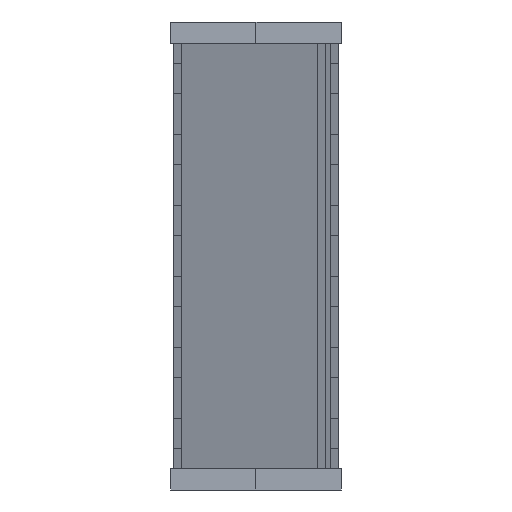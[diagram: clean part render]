
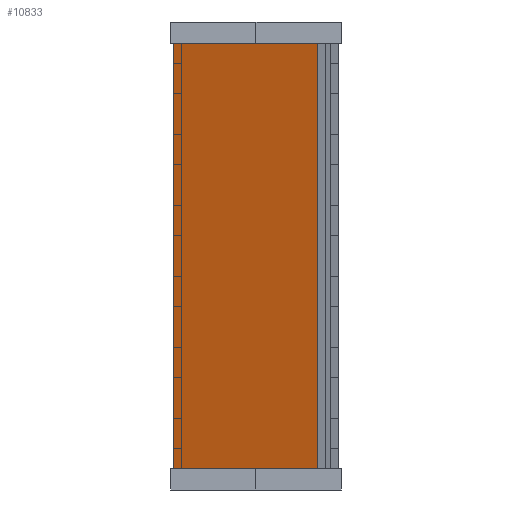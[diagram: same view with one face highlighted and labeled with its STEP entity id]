
A CAD part, left-side view. The second image highlights one B-rep face of the part: STEP entity #10833.
In plain terms, the highlighted planar face has unit normal (-0.94, 0.342, 0).
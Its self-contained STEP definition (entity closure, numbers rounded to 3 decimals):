
#54 = EDGE_CURVE ( 'NONE', #5182, #10731, #5380, .T. ) ;
#320 = VERTEX_POINT ( 'NONE', #5358 ) ;
#328 = ORIENTED_EDGE ( 'NONE', *, *, #54, .F. ) ;
#423 = CARTESIAN_POINT ( 'NONE',  ( 6.361, 0.9, 0. ) ) ;
#513 = EDGE_CURVE ( 'NONE', #3144, #11519, #9571, .T. ) ;
#533 = CARTESIAN_POINT ( 'NONE',  ( -7.434, -37., -100. ) ) ;
#649 = DIRECTION ( 'NONE',  ( 0., 0., -1. ) ) ;
#727 = LINE ( 'NONE', #533, #10055 ) ;
#1020 = ORIENTED_EDGE ( 'NONE', *, *, #1031, .F. ) ;
#1031 = EDGE_CURVE ( 'NONE', #3144, #9319, #4077, .T. ) ;
#1376 = ORIENTED_EDGE ( 'NONE', *, *, #6404, .F. ) ;
#1409 = EDGE_CURVE ( 'NONE', #8026, #5182, #4338, .T. ) ;
#1540 = EDGE_LOOP ( 'NONE', ( #8226, #7662, #1376, #328, #6934, #2326, #1680, #1020 ) ) ;
#1673 = DIRECTION ( 'NONE',  ( 0.342, 0.94, 0. ) ) ;
#1680 = ORIENTED_EDGE ( 'NONE', *, *, #6256, .F. ) ;
#1719 = VECTOR ( 'NONE', #5934, 1000. ) ;
#2134 = DIRECTION ( 'NONE',  ( 0.342, 0.94, 0. ) ) ;
#2186 = CARTESIAN_POINT ( 'NONE',  ( 6.033, 0., -100. ) ) ;
#2326 = ORIENTED_EDGE ( 'NONE', *, *, #6147, .T. ) ;
#2428 = AXIS2_PLACEMENT_3D ( 'NONE', #4704, #4667, #10997 ) ;
#2713 = VECTOR ( 'NONE', #10337, 1000. ) ;
#3088 = DIRECTION ( 'NONE',  ( -0.342, -0.94, 0. ) ) ;
#3118 = CARTESIAN_POINT ( 'NONE',  ( 6.033, 0., 0. ) ) ;
#3144 = VERTEX_POINT ( 'NONE', #5872 ) ;
#3888 = CARTESIAN_POINT ( 'NONE',  ( -7.434, -37., -100. ) ) ;
#3990 = DIRECTION ( 'NONE',  ( -0.342, -0.94, 0. ) ) ;
#4008 = CARTESIAN_POINT ( 'NONE',  ( -7.597, -37.45, -100. ) ) ;
#4069 = CARTESIAN_POINT ( 'NONE',  ( -6.955, -35.684, -100. ) ) ;
#4077 = LINE ( 'NONE', #3118, #10962 ) ;
#4338 = LINE ( 'NONE', #2186, #11249 ) ;
#4667 = DIRECTION ( 'NONE',  ( 0.94, -0.342, 0. ) ) ;
#4704 = CARTESIAN_POINT ( 'NONE',  ( 6.033, 0., -100. ) ) ;
#5182 = VERTEX_POINT ( 'NONE', #5886 ) ;
#5358 = CARTESIAN_POINT ( 'NONE',  ( 6.033, 0., 0. ) ) ;
#5380 = LINE ( 'NONE', #7709, #11693 ) ;
#5872 = CARTESIAN_POINT ( 'NONE',  ( -6.955, -35.684, 0. ) ) ;
#5886 = CARTESIAN_POINT ( 'NONE',  ( 5.075, -2.632, -100. ) ) ;
#5934 = DIRECTION ( 'NONE',  ( 0., 0., 1. ) ) ;
#5940 = CARTESIAN_POINT ( 'NONE',  ( 5.075, -2.632, 0. ) ) ;
#6147 = EDGE_CURVE ( 'NONE', #8026, #8435, #9090, .T. ) ;
#6165 = FACE_OUTER_BOUND ( 'NONE', #1540, .T. ) ;
#6256 = EDGE_CURVE ( 'NONE', #9319, #8435, #727, .T. ) ;
#6404 = EDGE_CURVE ( 'NONE', #10731, #320, #8666, .T. ) ;
#6500 = PLANE ( 'NONE',  #2428 ) ;
#6735 = VECTOR ( 'NONE', #3990, 1000. ) ;
#6934 = ORIENTED_EDGE ( 'NONE', *, *, #1409, .F. ) ;
#7401 = CARTESIAN_POINT ( 'NONE',  ( -7.434, -37., 0. ) ) ;
#7485 = VECTOR ( 'NONE', #10111, 1000. ) ;
#7662 = ORIENTED_EDGE ( 'NONE', *, *, #11500, .T. ) ;
#7709 = CARTESIAN_POINT ( 'NONE',  ( 6.033, 0., -100. ) ) ;
#8026 = VERTEX_POINT ( 'NONE', #4069 ) ;
#8226 = ORIENTED_EDGE ( 'NONE', *, *, #513, .T. ) ;
#8435 = VERTEX_POINT ( 'NONE', #3888 ) ;
#8666 = LINE ( 'NONE', #11442, #1719 ) ;
#9090 = LINE ( 'NONE', #4008, #6735 ) ;
#9319 = VERTEX_POINT ( 'NONE', #7401 ) ;
#9571 = LINE ( 'NONE', #10010, #7485 ) ;
#9907 = LINE ( 'NONE', #423, #2713 ) ;
#10010 = CARTESIAN_POINT ( 'NONE',  ( 6.033, 0., 0. ) ) ;
#10055 = VECTOR ( 'NONE', #649, 1000. ) ;
#10111 = DIRECTION ( 'NONE',  ( 0.342, 0.94, 0. ) ) ;
#10337 = DIRECTION ( 'NONE',  ( 0.342, 0.94, 0. ) ) ;
#10731 = VERTEX_POINT ( 'NONE', #10744 ) ;
#10744 = CARTESIAN_POINT ( 'NONE',  ( 6.033, 0., -100. ) ) ;
#10833 = ADVANCED_FACE ( 'NONE', ( #6165 ), #6500, .F. ) ;
#10962 = VECTOR ( 'NONE', #3088, 1000. ) ;
#10997 = DIRECTION ( 'NONE',  ( 0.342, 0.94, 0. ) ) ;
#11249 = VECTOR ( 'NONE', #2134, 1000. ) ;
#11442 = CARTESIAN_POINT ( 'NONE',  ( 6.033, 0., -100. ) ) ;
#11500 = EDGE_CURVE ( 'NONE', #11519, #320, #9907, .T. ) ;
#11519 = VERTEX_POINT ( 'NONE', #5940 ) ;
#11693 = VECTOR ( 'NONE', #1673, 1000. ) ;
